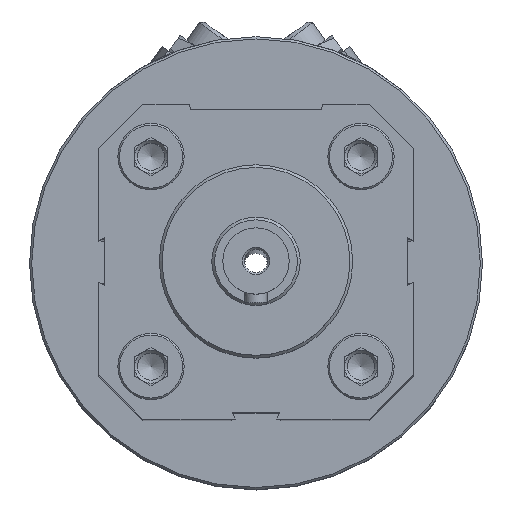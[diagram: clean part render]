
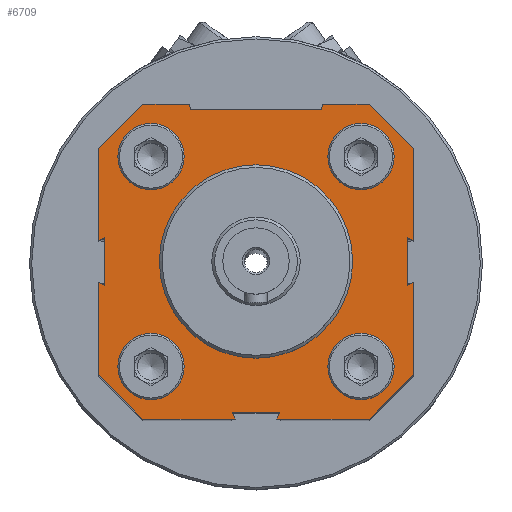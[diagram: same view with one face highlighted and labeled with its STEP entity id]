
A CAD part, top view. The second image highlights one B-rep face of the part: STEP entity #6709.
In plain terms, the highlighted face is planar.
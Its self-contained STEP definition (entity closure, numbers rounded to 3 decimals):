
#351=LINE('',#10271,#894);
#352=LINE('',#10274,#895);
#353=LINE('',#10276,#896);
#354=LINE('',#10278,#897);
#355=LINE('',#10280,#898);
#356=LINE('',#10282,#899);
#357=LINE('',#10284,#900);
#358=LINE('',#10286,#901);
#359=LINE('',#10288,#902);
#360=LINE('',#10290,#903);
#361=LINE('',#10292,#904);
#362=LINE('',#10294,#905);
#363=LINE('',#10296,#906);
#364=LINE('',#10298,#907);
#365=LINE('',#10300,#908);
#366=LINE('',#10302,#909);
#367=LINE('',#10304,#910);
#368=LINE('',#10306,#911);
#369=LINE('',#10308,#912);
#370=LINE('',#10310,#913);
#371=LINE('',#10312,#914);
#372=LINE('',#10314,#915);
#373=LINE('',#10316,#916);
#374=LINE('',#10318,#917);
#894=VECTOR('',#8098,1000.);
#895=VECTOR('',#8099,1000.);
#896=VECTOR('',#8100,1000.);
#897=VECTOR('',#8101,1000.);
#898=VECTOR('',#8102,1000.);
#899=VECTOR('',#8103,1000.);
#900=VECTOR('',#8104,1000.);
#901=VECTOR('',#8105,1000.);
#902=VECTOR('',#8106,1000.);
#903=VECTOR('',#8107,1000.);
#904=VECTOR('',#8108,1000.);
#905=VECTOR('',#8109,1000.);
#906=VECTOR('',#8110,1000.);
#907=VECTOR('',#8111,1000.);
#908=VECTOR('',#8112,1000.);
#909=VECTOR('',#8113,1000.);
#910=VECTOR('',#8114,1000.);
#911=VECTOR('',#8115,1000.);
#912=VECTOR('',#8116,1000.);
#913=VECTOR('',#8117,1000.);
#914=VECTOR('',#8118,1000.);
#915=VECTOR('',#8119,1000.);
#916=VECTOR('',#8120,1000.);
#917=VECTOR('',#8121,1000.);
#1437=ORIENTED_EDGE('',*,*,#3313,.F.);
#1438=ORIENTED_EDGE('',*,*,#3314,.F.);
#1439=ORIENTED_EDGE('',*,*,#3315,.F.);
#1440=ORIENTED_EDGE('',*,*,#3316,.F.);
#1441=ORIENTED_EDGE('',*,*,#3317,.F.);
#1442=ORIENTED_EDGE('',*,*,#3318,.F.);
#1443=ORIENTED_EDGE('',*,*,#3319,.F.);
#1444=ORIENTED_EDGE('',*,*,#3320,.F.);
#1445=ORIENTED_EDGE('',*,*,#3321,.F.);
#1446=ORIENTED_EDGE('',*,*,#3322,.F.);
#1447=ORIENTED_EDGE('',*,*,#3323,.F.);
#1448=ORIENTED_EDGE('',*,*,#3324,.F.);
#1449=ORIENTED_EDGE('',*,*,#3325,.F.);
#1450=ORIENTED_EDGE('',*,*,#3326,.F.);
#1451=ORIENTED_EDGE('',*,*,#3327,.F.);
#1452=ORIENTED_EDGE('',*,*,#3328,.F.);
#1453=ORIENTED_EDGE('',*,*,#3329,.F.);
#1454=ORIENTED_EDGE('',*,*,#3330,.F.);
#1455=ORIENTED_EDGE('',*,*,#3331,.F.);
#1456=ORIENTED_EDGE('',*,*,#3332,.F.);
#1457=ORIENTED_EDGE('',*,*,#3333,.F.);
#1458=ORIENTED_EDGE('',*,*,#3334,.F.);
#1459=ORIENTED_EDGE('',*,*,#3335,.F.);
#1460=ORIENTED_EDGE('',*,*,#3336,.F.);
#1461=ORIENTED_EDGE('',*,*,#3337,.F.);
#1462=ORIENTED_EDGE('',*,*,#3338,.F.);
#1463=ORIENTED_EDGE('',*,*,#3339,.F.);
#1464=ORIENTED_EDGE('',*,*,#3340,.F.);
#1465=ORIENTED_EDGE('',*,*,#3341,.F.);
#3313=EDGE_CURVE('',#4251,#4251,#4912,.T.);
#3314=EDGE_CURVE('',#4252,#4252,#4913,.T.);
#3315=EDGE_CURVE('',#4253,#4253,#4914,.F.);
#3316=EDGE_CURVE('',#4254,#4255,#351,.T.);
#3317=EDGE_CURVE('',#4256,#4254,#352,.T.);
#3318=EDGE_CURVE('',#4257,#4256,#353,.T.);
#3319=EDGE_CURVE('',#4258,#4257,#354,.T.);
#3320=EDGE_CURVE('',#4259,#4258,#355,.T.);
#3321=EDGE_CURVE('',#4260,#4259,#356,.T.);
#3322=EDGE_CURVE('',#4261,#4260,#357,.T.);
#3323=EDGE_CURVE('',#4262,#4261,#358,.T.);
#3324=EDGE_CURVE('',#4263,#4262,#359,.T.);
#3325=EDGE_CURVE('',#4264,#4263,#360,.T.);
#3326=EDGE_CURVE('',#4265,#4264,#361,.T.);
#3327=EDGE_CURVE('',#4266,#4265,#362,.T.);
#3328=EDGE_CURVE('',#4267,#4266,#363,.T.);
#3329=EDGE_CURVE('',#4268,#4267,#364,.T.);
#3330=EDGE_CURVE('',#4269,#4268,#365,.T.);
#3331=EDGE_CURVE('',#4270,#4269,#366,.T.);
#3332=EDGE_CURVE('',#4271,#4270,#367,.T.);
#3333=EDGE_CURVE('',#4272,#4271,#368,.T.);
#3334=EDGE_CURVE('',#4273,#4272,#369,.T.);
#3335=EDGE_CURVE('',#4274,#4273,#370,.T.);
#3336=EDGE_CURVE('',#4275,#4274,#371,.T.);
#3337=EDGE_CURVE('',#4276,#4275,#372,.T.);
#3338=EDGE_CURVE('',#4277,#4276,#373,.T.);
#3339=EDGE_CURVE('',#4255,#4277,#374,.T.);
#3340=EDGE_CURVE('',#4278,#4278,#4915,.T.);
#3341=EDGE_CURVE('',#4279,#4279,#4916,.T.);
#4251=VERTEX_POINT('',#10266);
#4252=VERTEX_POINT('',#10268);
#4253=VERTEX_POINT('',#10270);
#4254=VERTEX_POINT('',#10272);
#4255=VERTEX_POINT('',#10273);
#4256=VERTEX_POINT('',#10275);
#4257=VERTEX_POINT('',#10277);
#4258=VERTEX_POINT('',#10279);
#4259=VERTEX_POINT('',#10281);
#4260=VERTEX_POINT('',#10283);
#4261=VERTEX_POINT('',#10285);
#4262=VERTEX_POINT('',#10287);
#4263=VERTEX_POINT('',#10289);
#4264=VERTEX_POINT('',#10291);
#4265=VERTEX_POINT('',#10293);
#4266=VERTEX_POINT('',#10295);
#4267=VERTEX_POINT('',#10297);
#4268=VERTEX_POINT('',#10299);
#4269=VERTEX_POINT('',#10301);
#4270=VERTEX_POINT('',#10303);
#4271=VERTEX_POINT('',#10305);
#4272=VERTEX_POINT('',#10307);
#4273=VERTEX_POINT('',#10309);
#4274=VERTEX_POINT('',#10311);
#4275=VERTEX_POINT('',#10313);
#4276=VERTEX_POINT('',#10315);
#4277=VERTEX_POINT('',#10317);
#4278=VERTEX_POINT('',#10320);
#4279=VERTEX_POINT('',#10322);
#4912=CIRCLE('',#7274,6.);
#4913=CIRCLE('',#7275,6.);
#4914=CIRCLE('',#7276,17.5);
#4915=CIRCLE('',#7277,6.);
#4916=CIRCLE('',#7278,6.);
#5273=EDGE_LOOP('',(#1437));
#5274=EDGE_LOOP('',(#1438));
#5275=EDGE_LOOP('',(#1439));
#5276=EDGE_LOOP('',(#1440,#1441,#1442,#1443,#1444,#1445,#1446,#1447,#1448,
#1449,#1450,#1451,#1452,#1453,#1454,#1455,#1456,#1457,#1458,#1459,#1460,
#1461,#1462,#1463));
#5277=EDGE_LOOP('',(#1464));
#5278=EDGE_LOOP('',(#1465));
#5870=FACE_BOUND('',#5273,.T.);
#5871=FACE_BOUND('',#5274,.T.);
#5872=FACE_BOUND('',#5275,.T.);
#5873=FACE_BOUND('',#5276,.T.);
#5874=FACE_BOUND('',#5277,.T.);
#5875=FACE_BOUND('',#5278,.T.);
#6475=PLANE('',#7273);
#6709=ADVANCED_FACE('',(#5870,#5871,#5872,#5873,#5874,#5875),#6475,.F.);
#7273=AXIS2_PLACEMENT_3D('',#10264,#8090,#8091);
#7274=AXIS2_PLACEMENT_3D('',#10265,#8092,#8093);
#7275=AXIS2_PLACEMENT_3D('',#10267,#8094,#8095);
#7276=AXIS2_PLACEMENT_3D('',#10269,#8096,#8097);
#7277=AXIS2_PLACEMENT_3D('',#10319,#8122,#8123);
#7278=AXIS2_PLACEMENT_3D('',#10321,#8124,#8125);
#8090=DIRECTION('',(1.,0.,0.));
#8091=DIRECTION('',(0.,0.,-1.));
#8092=DIRECTION('',(-1.,0.,0.));
#8093=DIRECTION('',(0.,0.,1.));
#8094=DIRECTION('',(-1.,0.,0.));
#8095=DIRECTION('',(0.,0.,1.));
#8096=DIRECTION('',(1.,0.,0.));
#8097=DIRECTION('',(0.,0.,-1.));
#8098=DIRECTION('',(0.,-1.,0.));
#8099=DIRECTION('',(0.,0.429,0.903));
#8100=DIRECTION('',(0.,-1.,0.));
#8101=DIRECTION('',(0.,0.429,-0.903));
#8102=DIRECTION('',(0.,-1.,0.));
#8103=DIRECTION('',(0.,-0.707,0.707));
#8104=DIRECTION('',(0.,0.,1.));
#8105=DIRECTION('',(0.,0.996,0.087));
#8106=DIRECTION('',(0.,0.,1.));
#8107=DIRECTION('',(0.,-0.996,0.087));
#8108=DIRECTION('',(0.,0.,1.));
#8109=DIRECTION('',(0.,0.707,0.707));
#8110=DIRECTION('',(0.,1.,0.));
#8111=DIRECTION('',(0.,-0.429,-0.903));
#8112=DIRECTION('',(0.,1.,0.));
#8113=DIRECTION('',(0.,-0.429,0.903));
#8114=DIRECTION('',(0.,1.,0.));
#8115=DIRECTION('',(0.,0.707,-0.707));
#8116=DIRECTION('',(0.,0.,-1.));
#8117=DIRECTION('',(0.,-0.903,0.429));
#8118=DIRECTION('',(0.,0.,-1.));
#8119=DIRECTION('',(0.,0.903,0.429));
#8120=DIRECTION('',(0.,0.,-1.));
#8121=DIRECTION('',(0.,-0.707,-0.707));
#8122=DIRECTION('',(-1.,0.,0.));
#8123=DIRECTION('',(0.,0.,1.));
#8124=DIRECTION('',(-1.,0.,0.));
#8125=DIRECTION('',(0.,0.,1.));
#10264=CARTESIAN_POINT('',(-243.4,0.,0.));
#10265=CARTESIAN_POINT('',(-243.4,-19.,19.));
#10266=CARTESIAN_POINT('',(-243.4,-19.,25.));
#10267=CARTESIAN_POINT('',(-243.4,19.,-19.));
#10268=CARTESIAN_POINT('',(-243.4,19.,-13.));
#10269=CARTESIAN_POINT('',(-243.4,0.,0.));
#10270=CARTESIAN_POINT('',(-243.4,0.,-17.5));
#10271=CARTESIAN_POINT('',(-243.4,-3.734,28.5));
#10272=CARTESIAN_POINT('',(-243.4,-3.734,28.5));
#10273=CARTESIAN_POINT('',(-243.4,-20.5,28.5));
#10274=CARTESIAN_POINT('',(-243.4,-4.275,27.36));
#10275=CARTESIAN_POINT('',(-243.4,-4.275,27.36));
#10276=CARTESIAN_POINT('',(-243.4,4.275,27.36));
#10277=CARTESIAN_POINT('',(-243.4,4.275,27.36));
#10278=CARTESIAN_POINT('',(-243.4,3.734,28.5));
#10279=CARTESIAN_POINT('',(-243.4,3.734,28.5));
#10280=CARTESIAN_POINT('',(-243.4,20.5,28.5));
#10281=CARTESIAN_POINT('',(-243.4,20.5,28.5));
#10282=CARTESIAN_POINT('',(-243.4,28.5,20.5));
#10283=CARTESIAN_POINT('',(-243.4,28.5,20.5));
#10284=CARTESIAN_POINT('',(-243.4,28.5,12.));
#10285=CARTESIAN_POINT('',(-243.4,28.5,12.));
#10286=CARTESIAN_POINT('',(-243.4,27.474,11.91));
#10287=CARTESIAN_POINT('',(-243.4,27.474,11.91));
#10288=CARTESIAN_POINT('',(-243.4,27.474,-11.91));
#10289=CARTESIAN_POINT('',(-243.4,27.474,-11.91));
#10290=CARTESIAN_POINT('',(-243.4,28.5,-12.));
#10291=CARTESIAN_POINT('',(-243.4,28.5,-12.));
#10292=CARTESIAN_POINT('',(-243.4,28.5,-20.5));
#10293=CARTESIAN_POINT('',(-243.4,28.5,-20.5));
#10294=CARTESIAN_POINT('',(-243.4,20.5,-28.5));
#10295=CARTESIAN_POINT('',(-243.4,20.5,-28.5));
#10296=CARTESIAN_POINT('',(-243.4,3.734,-28.5));
#10297=CARTESIAN_POINT('',(-243.4,3.734,-28.5));
#10298=CARTESIAN_POINT('',(-243.4,4.275,-27.36));
#10299=CARTESIAN_POINT('',(-243.4,4.275,-27.36));
#10300=CARTESIAN_POINT('',(-243.4,-4.275,-27.36));
#10301=CARTESIAN_POINT('',(-243.4,-4.275,-27.36));
#10302=CARTESIAN_POINT('',(-243.4,-3.734,-28.5));
#10303=CARTESIAN_POINT('',(-243.4,-3.734,-28.5));
#10304=CARTESIAN_POINT('',(-243.4,-20.5,-28.5));
#10305=CARTESIAN_POINT('',(-243.4,-20.5,-28.5));
#10306=CARTESIAN_POINT('',(-243.4,-28.5,-20.5));
#10307=CARTESIAN_POINT('',(-243.4,-28.5,-20.5));
#10308=CARTESIAN_POINT('',(-243.4,-28.5,-3.734));
#10309=CARTESIAN_POINT('',(-243.4,-28.5,-3.734));
#10310=CARTESIAN_POINT('',(-243.4,-27.36,-4.275));
#10311=CARTESIAN_POINT('',(-243.4,-27.36,-4.275));
#10312=CARTESIAN_POINT('',(-243.4,-27.36,4.275));
#10313=CARTESIAN_POINT('',(-243.4,-27.36,4.275));
#10314=CARTESIAN_POINT('',(-243.4,-28.5,3.734));
#10315=CARTESIAN_POINT('',(-243.4,-28.5,3.734));
#10316=CARTESIAN_POINT('',(-243.4,-28.5,20.5));
#10317=CARTESIAN_POINT('',(-243.4,-28.5,20.5));
#10318=CARTESIAN_POINT('',(-243.4,-20.5,28.5));
#10319=CARTESIAN_POINT('',(-243.4,-19.,-19.));
#10320=CARTESIAN_POINT('',(-243.4,-19.,-13.));
#10321=CARTESIAN_POINT('',(-243.4,19.,19.));
#10322=CARTESIAN_POINT('',(-243.4,19.,25.));
